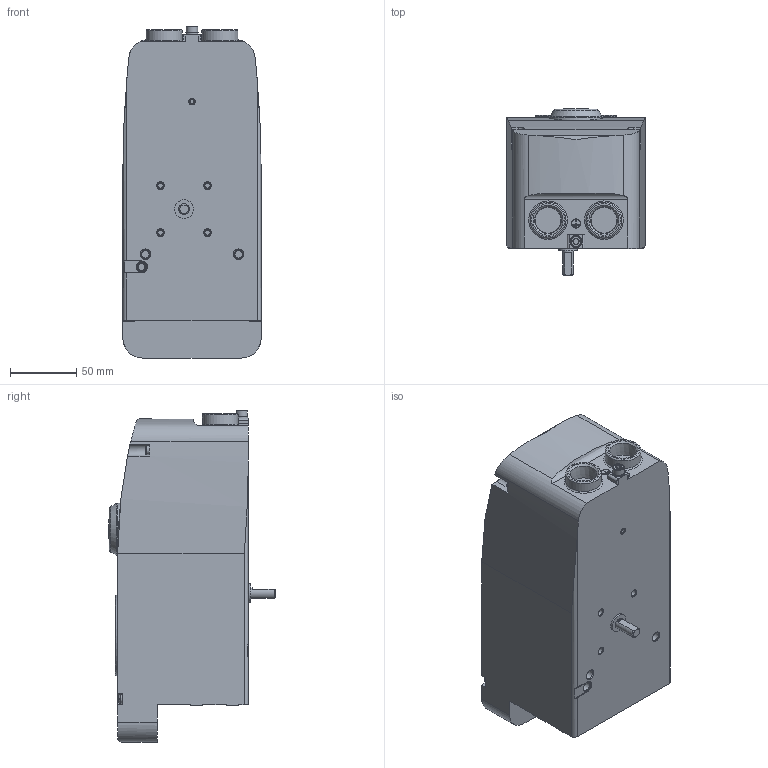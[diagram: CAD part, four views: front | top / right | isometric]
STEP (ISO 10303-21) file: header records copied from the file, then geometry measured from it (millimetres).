
FILE_DESCRIPTION(/* description */ ('STEP AP214'),/* implementation_level */ '2;1');
FILE_NAME(/* name */ '8097426_CMSH-S-V-SD-AL-C1N12-HA',/* time_stamp */ '2024-08-06T14:18:11+02:00',/* author */ ('License CC BY-ND 4.0'),/* organization */ ('CADENAS'),/* preprocessor_version */ 'ST-DEVELOPER v19.3',/* originating_system */ 'PARTsolutions',/* authorisation */ ' ');
FILE_SCHEMA (('AUTOMOTIVE_DESIGN {1 0 10303 214 3 1 1}'));
Length unit declared in the file: millimetre
Products named in the file (2): 8097426 CMSH-S-V-SD-AL-C1N12-HA---(high); 8148076 CMSH-S-N12---(high_h)
Assembly tree (1 placements, depth 2):
  8097426 CMSH-S-V-SD-AL-C1N12-HA---(high)
    8148076 CMSH-S-N12---(high_h)
Bounding box: 104 x 125.23 x 249.7 mm (x, y, z)
Volume: 2171367.8 mm3; surface area: 116623.6 mm2
Topology: 1 solids, 1 shells, 280 faces, 665 edges, 433 vertices
Faces by surface type: plane 155, cylinder 70, torus 36, cone 19
Full cylindrical faces by diameter (mm): 3 x3, 3.242 x4, 4 x1, 4.917 x4, 5 x12, 6.525 x1, 6.647 x2, 7 x1, 8 x1, 8.5 x1, 9.2 x1, 14 x1, 27 x2
Entity records: 7826 total; most frequent: CARTESIAN_POINT 1617, DIRECTION 1273, ORIENTED_EDGE 1150, EDGE_CURVE 575, AXIS2_PLACEMENT_3D 481, VERTEX_POINT 423, FACE_BOUND 406, EDGE_LOOP 405
